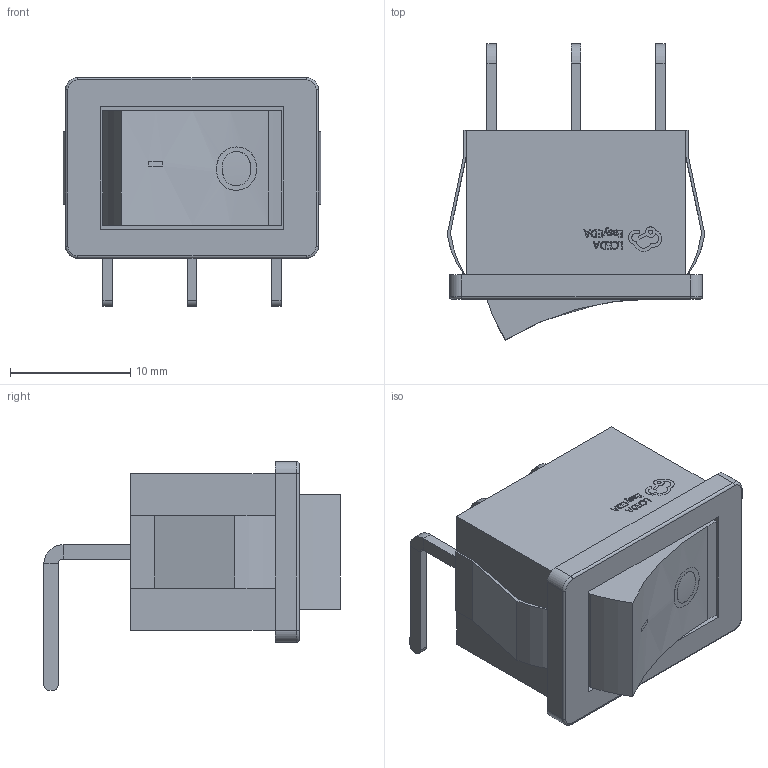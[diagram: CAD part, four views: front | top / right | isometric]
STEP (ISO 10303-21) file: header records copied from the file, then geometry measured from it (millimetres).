
FILE_DESCRIPTION (( 'STEP AP214' ), '1' );
FILE_NAME ('SW-TH_SS11-BBIWJ-R30-R.step', '2022-07-26T17:32:54', ( '' ), ( '' ), 'SwSTEP 2.0', 'SolidWorks 2020', '' );
FILE_SCHEMA (( 'AUTOMOTIVE_DESIGN' ));
Length unit declared in the file: millimetre
Products named in the file (1): SW-TH_SS11-BBIWJ-R30-R
Bounding box: 21.4 x 24.59 x 19 mm (x, y, z)
Volume: 3632.5 mm3; surface area: 2511.9 mm2
Topology: 15 solids, 15 shells, 400 faces, 1039 edges, 682 vertices
Faces by surface type: plane 246, bspline 120, cylinder 30, torus 4
Entity records: 18899 total; most frequent: CARTESIAN_POINT 6085, ORIENTED_EDGE 2078, DIRECTION 1411, EDGE_CURVE 1039, LINE 725, VECTOR 725, VERTEX_POINT 682, EDGE_LOOP 429
